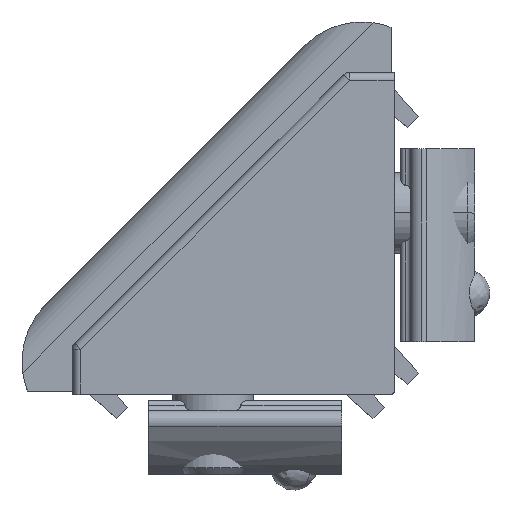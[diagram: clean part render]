
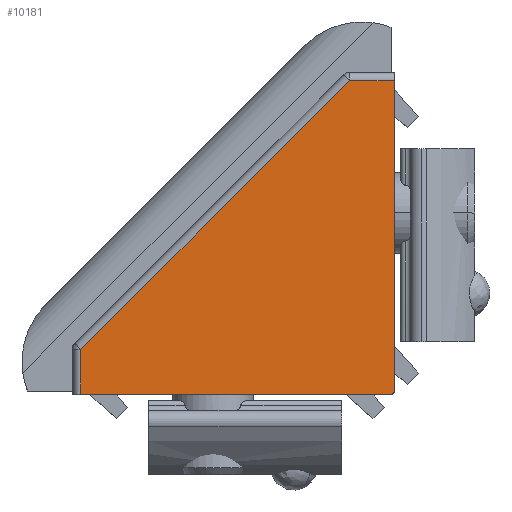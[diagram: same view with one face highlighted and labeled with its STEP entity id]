
A CAD part, top view. The second image highlights one B-rep face of the part: STEP entity #10181.
In plain terms, the highlighted planar face has unit normal (0, 0, 1).
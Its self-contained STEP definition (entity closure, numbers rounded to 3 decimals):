
#12 = CARTESIAN_POINT ( 'NONE',  ( -19.5, 0., 8.5 ) ) ;
#233 = VECTOR ( 'NONE', #9158, 1000. ) ;
#646 = EDGE_CURVE ( 'NONE', #13319, #13633, #14990, .T. ) ;
#2215 = ORIENTED_EDGE ( 'NONE', *, *, #11717, .T. ) ;
#2647 = ORIENTED_EDGE ( 'NONE', *, *, #646, .T. ) ;
#3118 = CARTESIAN_POINT ( 'NONE',  ( 0., 20., 8.5 ) ) ;
#3177 = ORIENTED_EDGE ( 'NONE', *, *, #5266, .T. ) ;
#3267 = DIRECTION ( 'NONE',  ( -1., 0., 0. ) ) ;
#4064 = EDGE_CURVE ( 'NONE', #14190, #16872, #7898, .T. ) ;
#4115 = LINE ( 'NONE', #8622, #7200 ) ;
#4423 = DIRECTION ( 'NONE',  ( 1., 0., 0. ) ) ;
#4465 = ORIENTED_EDGE ( 'NONE', *, *, #9956, .T. ) ;
#5266 = EDGE_CURVE ( 'NONE', #13633, #13862, #4115, .T. ) ;
#5483 = AXIS2_PLACEMENT_3D ( 'NONE', #3118, #12383, #4423 ) ;
#5527 = VECTOR ( 'NONE', #5695, 1000. ) ;
#5695 = DIRECTION ( 'NONE',  ( 1., 0., 0. ) ) ;
#5945 = DIRECTION ( 'NONE',  ( -0.707, -0.707, 0. ) ) ;
#5949 = LINE ( 'NONE', #13846, #5527 ) ;
#6478 = CARTESIAN_POINT ( 'NONE',  ( -19.5, 2.793, 8.5 ) ) ;
#6888 = AXIS2_PLACEMENT_3D ( 'NONE', #15710, #7739, #17054 ) ;
#7200 = VECTOR ( 'NONE', #5945, 1000. ) ;
#7431 = CARTESIAN_POINT ( 'NONE',  ( 0., 19.5, 8.5 ) ) ;
#7739 = DIRECTION ( 'NONE',  ( 0., 0., -1. ) ) ;
#7809 = CARTESIAN_POINT ( 'NONE',  ( -19.5, 20., 8.5 ) ) ;
#7898 = CIRCLE ( 'NONE', #6888, 0.2 ) ;
#7921 = VECTOR ( 'NONE', #3267, 1000. ) ;
#8622 = CARTESIAN_POINT ( 'NONE',  ( -2.793, 19.5, 8.5 ) ) ;
#9017 = DIRECTION ( 'NONE',  ( 0., 1., 0. ) ) ;
#9158 = DIRECTION ( 'NONE',  ( 0., -1., 0. ) ) ;
#9860 = VECTOR ( 'NONE', #9017, 1000. ) ;
#9956 = EDGE_CURVE ( 'NONE', #13862, #10930, #13889, .T. ) ;
#9981 = CARTESIAN_POINT ( 'NONE',  ( -2.793, 19.5, 8.5 ) ) ;
#10181 = ADVANCED_FACE ( 'NONE', ( #13342 ), #13676, .T. ) ;
#10903 = ORIENTED_EDGE ( 'NONE', *, *, #4064, .F. ) ;
#10930 = VERTEX_POINT ( 'NONE', #12 ) ;
#11302 = ORIENTED_EDGE ( 'NONE', *, *, #12252, .T. ) ;
#11657 = CARTESIAN_POINT ( 'NONE',  ( 0., 20., 8.5 ) ) ;
#11717 = EDGE_CURVE ( 'NONE', #10930, #16872, #5949, .T. ) ;
#12252 = EDGE_CURVE ( 'NONE', #14190, #13319, #13399, .T. ) ;
#12383 = DIRECTION ( 'NONE',  ( 0., 0., 1. ) ) ;
#13319 = VERTEX_POINT ( 'NONE', #7431 ) ;
#13342 = FACE_OUTER_BOUND ( 'NONE', #15459, .T. ) ;
#13399 = LINE ( 'NONE', #11657, #9860 ) ;
#13633 = VERTEX_POINT ( 'NONE', #9981 ) ;
#13676 = PLANE ( 'NONE',  #5483 ) ;
#13846 = CARTESIAN_POINT ( 'NONE',  ( 0., 0., 8.5 ) ) ;
#13862 = VERTEX_POINT ( 'NONE', #6478 ) ;
#13880 = CARTESIAN_POINT ( 'NONE',  ( 0., 19.5, 8.5 ) ) ;
#13889 = LINE ( 'NONE', #7809, #233 ) ;
#14190 = VERTEX_POINT ( 'NONE', #16534 ) ;
#14990 = LINE ( 'NONE', #13880, #7921 ) ;
#15416 = CARTESIAN_POINT ( 'NONE',  ( -0.2, 0., 8.5 ) ) ;
#15459 = EDGE_LOOP ( 'NONE', ( #3177, #4465, #2215, #10903, #11302, #2647 ) ) ;
#15710 = CARTESIAN_POINT ( 'NONE',  ( -0.2, 0.2, 8.5 ) ) ;
#16534 = CARTESIAN_POINT ( 'NONE',  ( 0., 0.2, 8.5 ) ) ;
#16872 = VERTEX_POINT ( 'NONE', #15416 ) ;
#17054 = DIRECTION ( 'NONE',  ( -1., 0., 0. ) ) ;
